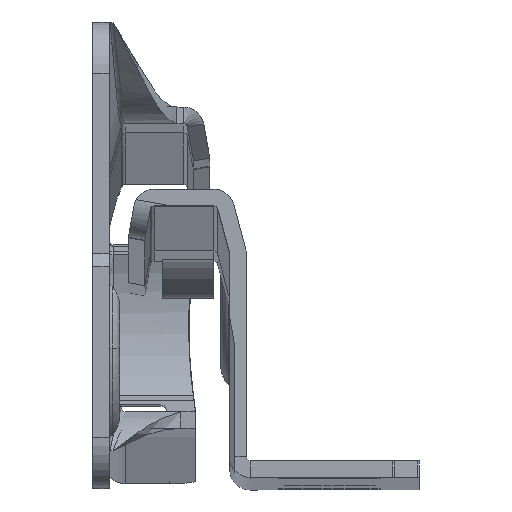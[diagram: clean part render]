
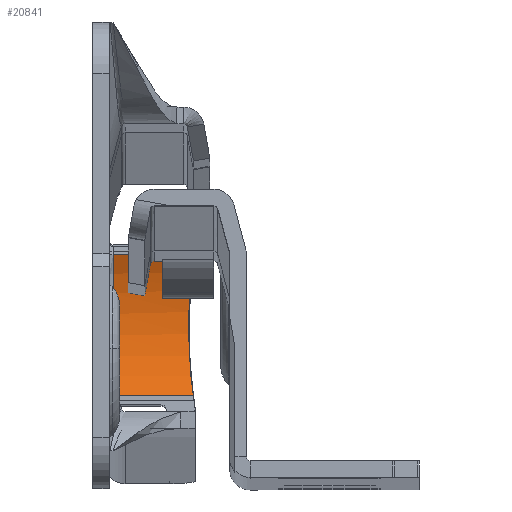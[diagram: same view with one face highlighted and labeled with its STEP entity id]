
A CAD part, top view. The second image highlights one B-rep face of the part: STEP entity #20841.
In plain terms, the highlighted cylindrical face has radius 11 mm (diameter 22 mm), a partial arc.
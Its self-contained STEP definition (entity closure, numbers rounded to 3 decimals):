
#998 = CARTESIAN_POINT ( 'NONE',  ( 6.208, -2.942, -448.711 ) ) ;
#1131 = CARTESIAN_POINT ( 'NONE',  ( 6.503, 1.278, -447.886 ) ) ;
#1193 = ORIENTED_EDGE ( 'NONE', *, *, #2809, .T. ) ;
#1860 = CARTESIAN_POINT ( 'NONE',  ( 0.3, -2.904, -437.701 ) ) ;
#2062 = ORIENTED_EDGE ( 'NONE', *, *, #13802, .T. ) ;
#2248 = CARTESIAN_POINT ( 'NONE',  ( 0.3, 1.716, -447.683 ) ) ;
#2501 = VERTEX_POINT ( 'NONE', #2248 ) ;
#2809 = EDGE_CURVE ( 'NONE', #6908, #11254, #29070, .T. ) ;
#2825 = AXIS2_PLACEMENT_3D ( 'NONE', #20377, #4476, #27202 ) ;
#2984 = ORIENTED_EDGE ( 'NONE', *, *, #15808, .F. ) ;
#3487 = CARTESIAN_POINT ( 'NONE',  ( 6.265, -6.255, -448.189 ) ) ;
#3916 = EDGE_CURVE ( 'NONE', #2501, #6908, #27381, .T. ) ;
#4476 = DIRECTION ( 'NONE',  ( -1., 0., 0. ) ) ;
#5289 = CARTESIAN_POINT ( 'NONE',  ( 6.24, -1.973, -448.672 ) ) ;
#5433 = CARTESIAN_POINT ( 'NONE',  ( 6.453, 0.827, -448.06 ) ) ;
#6908 = VERTEX_POINT ( 'NONE', #23157 ) ;
#7789 = CARTESIAN_POINT ( 'NONE',  ( 6.208, -4.849, -448.538 ) ) ;
#7941 = CARTESIAN_POINT ( 'NONE',  ( 6.557, -9.239, -446.693 ) ) ;
#8312 = DIRECTION ( 'NONE',  ( 0., 0., -1. ) ) ;
#8977 = ORIENTED_EDGE ( 'NONE', *, *, #3916, .T. ) ;
#9062 = CARTESIAN_POINT ( 'NONE',  ( 6.557, 1.716, -447.683 ) ) ;
#9336 = LINE ( 'NONE', #18378, #17445 ) ;
#9502 = CARTESIAN_POINT ( 'NONE',  ( 6.557, -9.239, -446.693 ) ) ;
#9633 = VERTEX_POINT ( 'NONE', #9502 ) ;
#10006 = EDGE_LOOP ( 'NONE', ( #2062, #8977, #1193, #2984, #23030 ) ) ;
#10029 = VERTEX_POINT ( 'NONE', #9062 ) ;
#10696 = DIRECTION ( 'NONE',  ( -1., 0., 0. ) ) ;
#11254 = VERTEX_POINT ( 'NONE', #18084 ) ;
#13802 = EDGE_CURVE ( 'NONE', #10029, #2501, #16567, .T. ) ;
#13883 = CYLINDRICAL_SURFACE ( 'NONE', #2825, 11. ) ;
#15808 = EDGE_CURVE ( 'NONE', #9633, #11254, #9336, .T. ) ;
#16567 = LINE ( 'NONE', #20999, #18276 ) ;
#16590 = CARTESIAN_POINT ( 'NONE',  ( 6.265, -1.494, -448.62 ) ) ;
#16992 = DIRECTION ( 'NONE',  ( -1., 0., 0. ) ) ;
#17166 = CARTESIAN_POINT ( 'NONE',  ( 6.557, 1.716, -447.683 ) ) ;
#17374 = CARTESIAN_POINT ( 'NONE',  ( 0.3, -2.904, -437.701 ) ) ;
#17445 = VECTOR ( 'NONE', #27449, 1000. ) ;
#17688 = AXIS2_PLACEMENT_3D ( 'NONE', #1860, #17735, #19966 ) ;
#17735 = DIRECTION ( 'NONE',  ( -1., 0., 0. ) ) ;
#18084 = CARTESIAN_POINT ( 'NONE',  ( 0.3, -9.239, -446.693 ) ) ;
#18276 = VECTOR ( 'NONE', #16992, 1000. ) ;
#18378 = CARTESIAN_POINT ( 'NONE',  ( 6.7, -9.239, -446.693 ) ) ;
#19074 = CARTESIAN_POINT ( 'NONE',  ( 6.2, -4.376, -448.612 ) ) ;
#19966 = DIRECTION ( 'NONE',  ( 0., 0., -1. ) ) ;
#20377 = CARTESIAN_POINT ( 'NONE',  ( 6.7, -2.904, -437.701 ) ) ;
#20841 = ADVANCED_FACE ( 'NONE', ( #26767 ), #13883, .F. ) ;
#20999 = CARTESIAN_POINT ( 'NONE',  ( 6.7, 1.716, -447.683 ) ) ;
#21321 = CARTESIAN_POINT ( 'NONE',  ( 6.448, -8.451, -447.249 ) ) ;
#21421 = B_SPLINE_CURVE_WITH_KNOTS ( 'NONE', 3,
 ( #7941, #21321, #25773, #3487, #27851, #7789, #19074, #25918, #998, #5289, #16590, #28287, #25631, #5433, #1131, #17166 ),
 .UNSPECIFIED., .F., .F.,
 ( 4, 2, 2, 2, 2, 2, 2, 4 ),
 ( 0., 0.003, 0.004, 0.006, 0.007, 0.009, 0.01, 0.011 ),
 .UNSPECIFIED. ) ;
#21672 = AXIS2_PLACEMENT_3D ( 'NONE', #17374, #10696, #8312 ) ;
#23030 = ORIENTED_EDGE ( 'NONE', *, *, #25736, .T. ) ;
#23157 = CARTESIAN_POINT ( 'NONE',  ( 0.3, -2.904, -448.701 ) ) ;
#25631 = CARTESIAN_POINT ( 'NONE',  ( 6.365, -0.088, -448.345 ) ) ;
#25736 = EDGE_CURVE ( 'NONE', #9633, #10029, #21421, .T. ) ;
#25773 = CARTESIAN_POINT ( 'NONE',  ( 6.359, -7.606, -447.691 ) ) ;
#25918 = CARTESIAN_POINT ( 'NONE',  ( 6.2, -3.422, -448.699 ) ) ;
#26767 = FACE_OUTER_BOUND ( 'NONE', #10006, .T. ) ;
#27202 = DIRECTION ( 'NONE',  ( 0., 0., 1. ) ) ;
#27381 = CIRCLE ( 'NONE', #21672, 11. ) ;
#27449 = DIRECTION ( 'NONE',  ( -1., 0., 0. ) ) ;
#27851 = CARTESIAN_POINT ( 'NONE',  ( 6.24, -5.787, -448.327 ) ) ;
#28287 = CARTESIAN_POINT ( 'NONE',  ( 6.327, -0.552, -448.457 ) ) ;
#29070 = CIRCLE ( 'NONE', #17688, 11. ) ;
